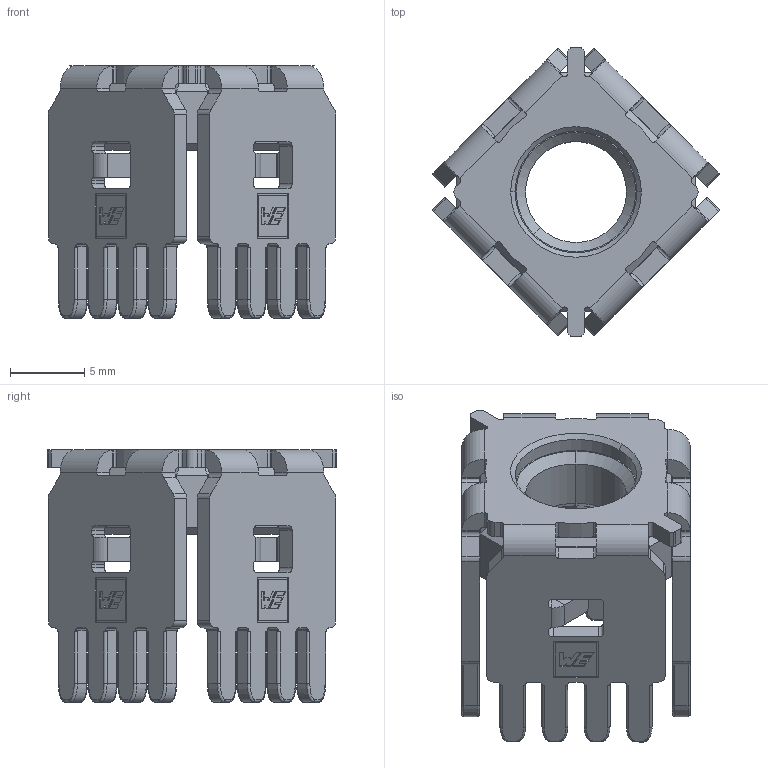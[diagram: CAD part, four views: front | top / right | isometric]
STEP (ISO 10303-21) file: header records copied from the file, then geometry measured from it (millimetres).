
FILE_DESCRIPTION (( 'STEP AP214' ), '1' );
FILE_NAME ('S900558_A03.STEP', '2022-10-11T11:30:07', ( '' ), ( '' ), 'SwSTEP 2.0', 'SolidWorks 2018', '' );
FILE_SCHEMA (( 'AUTOMOTIVE_DESIGN' ));
Length unit declared in the file: millimetre
Products named in the file (1): S900558_A03
Bounding box: 19.37 x 19.5 x 17 mm (x, y, z)
Volume: 1430.4 mm3; surface area: 2350.4 mm2
Topology: 1 solids, 1 shells, 794 faces, 2144 edges, 1362 vertices
Faces by surface type: plane 446, cylinder 246, bspline 96, cone 6
Entity records: 41750 total; most frequent: CARTESIAN_POINT 13361, ORIENTED_EDGE 4288, DIRECTION 3860, EDGE_CURVE 2144, LINE 1466, VECTOR 1466, VERTEX_POINT 1362, AXIS2_PLACEMENT_3D 1197
